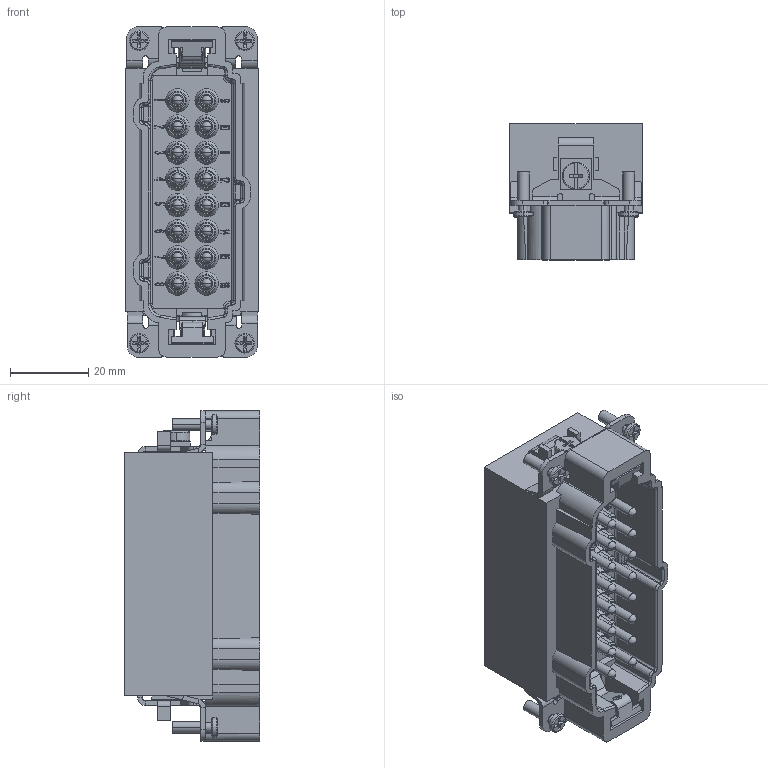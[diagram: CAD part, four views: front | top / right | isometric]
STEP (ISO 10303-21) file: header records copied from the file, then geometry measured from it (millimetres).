
FILE_DESCRIPTION((''),'2;1');
FILE_NAME('HE016MSW','2017-07-19T',('tl.yang'),(''),'PRO/ENGINEER BY PARAMETRIC TECHNOLOGY CORPORATION, 2011500','PRO/ENGINEER BY PARAMETRIC TECHNOLOGY CORPORATION, 2011500','');
FILE_SCHEMA(('CONFIG_CONTROL_DESIGN'));
Products named in the file (1): HE016MSW
Bounding box: 34 x 34.7 x 84.7 mm (x, y, z)
Volume: 53254.7 mm3; surface area: 23008.4 mm2
Topology: 1 solids, 34 shells, 2760 faces, 7400 edges, 4798 vertices
Faces by surface type: plane 2209, cylinder 258, cone 172, bspline 48, sphere 42, torus 31
Entity records: 86628 total; most frequent: CARTESIAN_POINT 17255, ORIENTED_EDGE 14720, DIRECTION 13619, EDGE_CURVE 7360, VECTOR 6353, LINE 6353, VERTEX_POINT 4798, AXIS2_PLACEMENT_3D 3633
